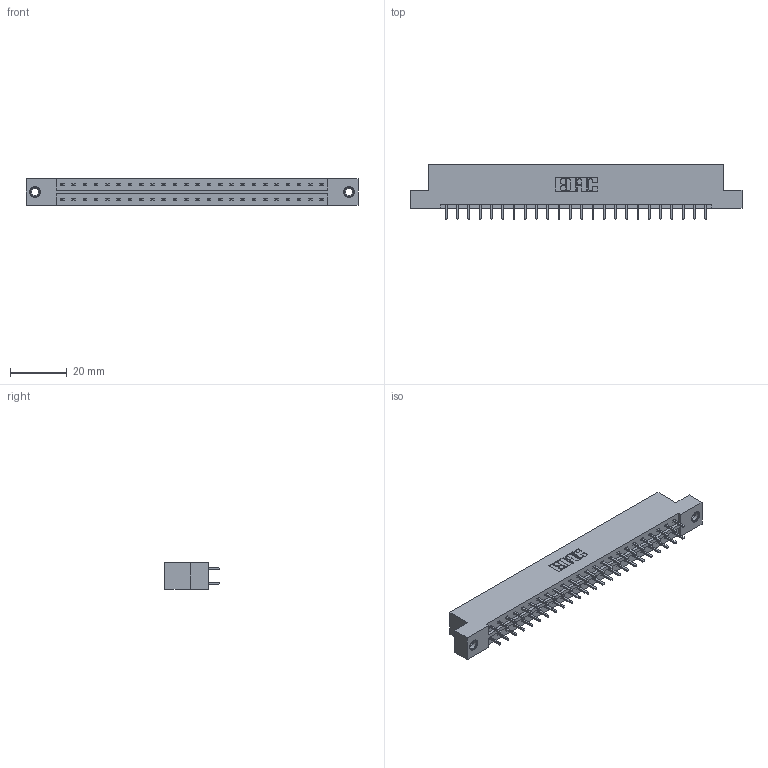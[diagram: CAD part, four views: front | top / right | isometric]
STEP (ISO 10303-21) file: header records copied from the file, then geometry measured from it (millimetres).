
FILE_DESCRIPTION (( 'STEP AP203' ), '1' );
FILE_NAME ('833-048-521-207.STEP', '2020-06-04T15:32:42', ( '' ), ( '' ), 'SwSTEP 2.0', 'SolidWorks 2020', '' );
FILE_SCHEMA (( 'CONFIG_CONTROL_DESIGN' ));
Length unit declared in the file: inch
Products named in the file (4): 833 Part_Flush - .156 Dia - TI; 833-048-521-207; 345-292-001_345-293-121; 345-250-001_345-250-005-103
Assembly tree (51 placements, depth 2):
  833-048-521-207
    833 Part_Flush - .156 Dia - TI
    345-292-001_345-293-121  x48
    345-250-001_345-250-005-103  x2
Bounding box: 116.64 x 19.06 x 9.4 mm (x, y, z)
Volume: 11706.5 mm3; surface area: 13542.6 mm2
Topology: 51 solids, 51 shells, 2670 faces, 7887 edges, 5186 vertices
Faces by surface type: plane 1830, cylinder 824, cone 12, torus 4
Entity records: 18972 total; most frequent: CARTESIAN_POINT 3149, ORIENTED_EDGE 3078, DIRECTION 2753, EDGE_CURVE 1539, LINE 1391, VECTOR 1391, VERTEX_POINT 1020, AXIS2_PLACEMENT_3D 681
